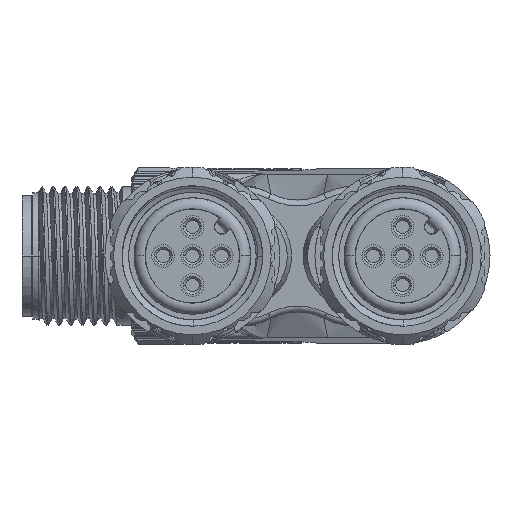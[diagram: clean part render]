
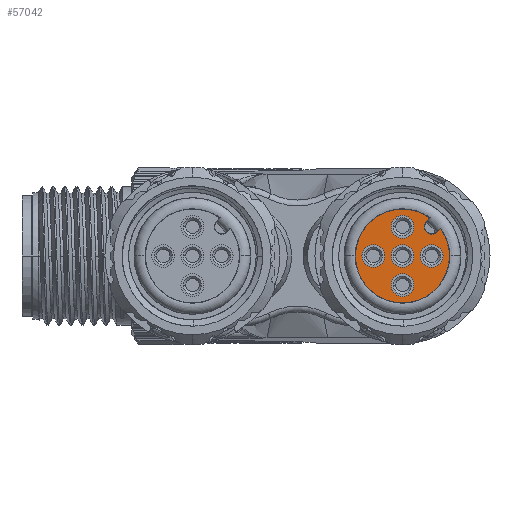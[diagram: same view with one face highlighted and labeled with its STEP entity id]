
A CAD part, left-side view. The second image highlights one B-rep face of the part: STEP entity #57042.
In plain terms, the highlighted planar face has unit normal (-1, 0, 0).
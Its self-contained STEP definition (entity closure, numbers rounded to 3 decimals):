
#17716=CARTESIAN_POINT('',(-127.6,-10.594,3.266));
#17733=DIRECTION('',(0.,0.707,-0.707));
#17734=VECTOR('',#17733,0.392);
#17735=CARTESIAN_POINT('',(-127.6,-10.594,3.266));
#17736=LINE('',#17735,#17734);
#17737=CARTESIAN_POINT('',(-127.6,-10.778,2.528));
#17738=DIRECTION('',(-1.,0.,0.));
#17739=DIRECTION('',(0.,0.707,0.707));
#17740=AXIS2_PLACEMENT_3D('',#17737,#17738,#17739);
#17742=CARTESIAN_POINT('',(-127.6,-10.778,2.528));
#17743=DIRECTION('',(-1.,0.,0.));
#17744=DIRECTION('',(0.,0.,-1.));
#17745=AXIS2_PLACEMENT_3D('',#17742,#17743,#17744);
#17747=DIRECTION('',(0.,-0.707,0.707));
#17748=VECTOR('',#17747,0.392);
#17749=CARTESIAN_POINT('',(-127.6,-11.239,2.067));
#17750=LINE('',#17749,#17748);
#17751=CARTESIAN_POINT('',(-127.6,-8.25,0.));
#17752=DIRECTION('',(1.,0.,0.));
#17753=DIRECTION('',(0.,-0.812,0.583));
#17754=AXIS2_PLACEMENT_3D('',#17751,#17752,#17753);
#17756=CARTESIAN_POINT('',(-127.6,-8.25,0.));
#17757=DIRECTION('',(1.,0.,0.));
#17758=DIRECTION('',(0.,0.,-1.));
#17759=AXIS2_PLACEMENT_3D('',#17756,#17757,#17758);
#17761=CARTESIAN_POINT('',(-127.6,-8.25,0.));
#17762=DIRECTION('',(1.,0.,0.));
#17763=DIRECTION('',(0.,0.,1.));
#17764=AXIS2_PLACEMENT_3D('',#17761,#17762,#17763);
#17766=CARTESIAN_POINT('',(-127.6,-8.25,2.5));
#17767=DIRECTION('',(-1.,0.,0.));
#17768=DIRECTION('',(0.,-1.,0.));
#17769=AXIS2_PLACEMENT_3D('',#17766,#17767,#17768);
#17771=CARTESIAN_POINT('',(-127.6,-8.25,2.5));
#17772=DIRECTION('',(-1.,0.,0.));
#17773=DIRECTION('',(0.,1.,0.));
#17774=AXIS2_PLACEMENT_3D('',#17771,#17772,#17773);
#17776=CARTESIAN_POINT('',(-127.6,-10.75,0.));
#17777=DIRECTION('',(-1.,0.,0.));
#17778=DIRECTION('',(0.,-1.,0.));
#17779=AXIS2_PLACEMENT_3D('',#17776,#17777,#17778);
#17781=CARTESIAN_POINT('',(-127.6,-10.75,0.));
#17782=DIRECTION('',(-1.,0.,0.));
#17783=DIRECTION('',(0.,1.,0.));
#17784=AXIS2_PLACEMENT_3D('',#17781,#17782,#17783);
#17786=CARTESIAN_POINT('',(-127.6,-8.25,-2.5));
#17787=DIRECTION('',(-1.,0.,0.));
#17788=DIRECTION('',(0.,-1.,0.));
#17789=AXIS2_PLACEMENT_3D('',#17786,#17787,#17788);
#17791=CARTESIAN_POINT('',(-127.6,-8.25,-2.5));
#17792=DIRECTION('',(-1.,0.,0.));
#17793=DIRECTION('',(0.,1.,0.));
#17794=AXIS2_PLACEMENT_3D('',#17791,#17792,#17793);
#17796=CARTESIAN_POINT('',(-127.6,-5.75,0.));
#17797=DIRECTION('',(-1.,0.,0.));
#17798=DIRECTION('',(0.,-1.,0.));
#17799=AXIS2_PLACEMENT_3D('',#17796,#17797,#17798);
#17801=CARTESIAN_POINT('',(-127.6,-5.75,0.));
#17802=DIRECTION('',(-1.,0.,0.));
#17803=DIRECTION('',(0.,1.,0.));
#17804=AXIS2_PLACEMENT_3D('',#17801,#17802,#17803);
#17806=CARTESIAN_POINT('',(-127.6,-8.25,0.));
#17807=DIRECTION('',(-1.,0.,0.));
#17808=DIRECTION('',(0.,1.,0.));
#17809=AXIS2_PLACEMENT_3D('',#17806,#17807,#17808);
#17811=CARTESIAN_POINT('',(-127.6,-8.25,0.));
#17812=DIRECTION('',(-1.,0.,0.));
#17813=DIRECTION('',(0.,-1.,0.));
#17814=AXIS2_PLACEMENT_3D('',#17811,#17812,#17813);
#28613=VERTEX_POINT('',#17716);
#28614=CARTESIAN_POINT('',(-127.6,-8.25,4.02));
#28615=VERTEX_POINT('',#28614);
#28616=CARTESIAN_POINT('',(-127.6,-8.25,-4.02));
#28617=VERTEX_POINT('',#28616);
#28618=CARTESIAN_POINT('',(-127.6,-11.516,2.344));
#28619=VERTEX_POINT('',#28618);
#28620=CARTESIAN_POINT('',(-127.6,-10.317,2.989));
#28621=VERTEX_POINT('',#28620);
#28622=CARTESIAN_POINT('',(-127.6,-11.239,2.067));
#28623=VERTEX_POINT('',#28622);
#28624=CARTESIAN_POINT('',(-127.6,-10.778,1.876));
#28625=VERTEX_POINT('',#28624);
#28628=CARTESIAN_POINT('',(-127.6,-9.23,2.5));
#28629=CARTESIAN_POINT('',(-127.6,-7.27,2.5));
#28630=VERTEX_POINT('',#28628);
#28631=VERTEX_POINT('',#28629);
#28632=CARTESIAN_POINT('',(-127.6,-11.73,0.));
#28633=CARTESIAN_POINT('',(-127.6,-9.77,0.));
#28634=VERTEX_POINT('',#28632);
#28635=VERTEX_POINT('',#28633);
#28636=CARTESIAN_POINT('',(-127.6,-9.23,-2.5));
#28637=CARTESIAN_POINT('',(-127.6,-7.27,-2.5));
#28638=VERTEX_POINT('',#28636);
#28639=VERTEX_POINT('',#28637);
#28640=CARTESIAN_POINT('',(-127.6,-6.73,0.));
#28641=CARTESIAN_POINT('',(-127.6,-4.77,0.));
#28642=VERTEX_POINT('',#28640);
#28643=VERTEX_POINT('',#28641);
#28644=CARTESIAN_POINT('',(-127.6,-7.27,0.));
#28645=CARTESIAN_POINT('',(-127.6,-9.23,0.));
#28646=VERTEX_POINT('',#28644);
#28647=VERTEX_POINT('',#28645);
#56998=CARTESIAN_POINT('',(-127.6,-8.25,0.));
#56999=DIRECTION('',(1.,0.,0.));
#57000=DIRECTION('',(0.,0.,1.));
#57001=AXIS2_PLACEMENT_3D('',#56998,#56999,#57000);
#57002=PLANE('',#57001);
#57003=ORIENTED_EDGE('',*,*,#56958,.T.);
#57004=ORIENTED_EDGE('',*,*,#56974,.T.);
#57005=ORIENTED_EDGE('',*,*,#56972,.T.);
#57006=ORIENTED_EDGE('',*,*,#56992,.T.);
#57007=ORIENTED_EDGE('',*,*,#56940,.T.);
#57008=ORIENTED_EDGE('',*,*,#56938,.T.);
#57009=ORIENTED_EDGE('',*,*,#56936,.T.);
#57010=EDGE_LOOP('',(#57003,#57004,#57005,#57006,#57007,#57008,#57009));
#57011=FACE_OUTER_BOUND('',#57010,.F.);
#57013=ORIENTED_EDGE('',*,*,#57012,.T.);
#57015=ORIENTED_EDGE('',*,*,#57014,.T.);
#57016=EDGE_LOOP('',(#57013,#57015));
#57017=FACE_BOUND('',#57016,.F.);
#57019=ORIENTED_EDGE('',*,*,#57018,.T.);
#57021=ORIENTED_EDGE('',*,*,#57020,.T.);
#57022=EDGE_LOOP('',(#57019,#57021));
#57023=FACE_BOUND('',#57022,.F.);
#57025=ORIENTED_EDGE('',*,*,#57024,.T.);
#57027=ORIENTED_EDGE('',*,*,#57026,.T.);
#57028=EDGE_LOOP('',(#57025,#57027));
#57029=FACE_BOUND('',#57028,.F.);
#57031=ORIENTED_EDGE('',*,*,#57030,.T.);
#57033=ORIENTED_EDGE('',*,*,#57032,.T.);
#57034=EDGE_LOOP('',(#57031,#57033));
#57035=FACE_BOUND('',#57034,.F.);
#57037=ORIENTED_EDGE('',*,*,#57036,.T.);
#57039=ORIENTED_EDGE('',*,*,#57038,.T.);
#57040=EDGE_LOOP('',(#57037,#57039));
#57041=FACE_BOUND('',#57040,.F.);
#57042=ADVANCED_FACE('',(#57011,#57017,#57023,#57029,#57035,#57041),#57002,.F.);
#17741=CIRCLE('',#17740,0.652);
#17746=CIRCLE('',#17745,0.652);
#17755=CIRCLE('',#17754,4.02);
#17760=CIRCLE('',#17759,4.02);
#17765=CIRCLE('',#17764,4.02);
#17770=CIRCLE('',#17769,0.98);
#17775=CIRCLE('',#17774,0.98);
#17780=CIRCLE('',#17779,0.98);
#17785=CIRCLE('',#17784,0.98);
#17790=CIRCLE('',#17789,0.98);
#17795=CIRCLE('',#17794,0.98);
#17800=CIRCLE('',#17799,0.98);
#17805=CIRCLE('',#17804,0.98);
#17810=CIRCLE('',#17809,0.98);
#17815=CIRCLE('',#17814,0.98);
#56936=EDGE_CURVE('',#28615,#28613,#17765,.T.);
#56938=EDGE_CURVE('',#28617,#28615,#17760,.T.);
#56940=EDGE_CURVE('',#28619,#28617,#17755,.T.);
#56958=EDGE_CURVE('',#28613,#28621,#17736,.T.);
#56972=EDGE_CURVE('',#28625,#28623,#17746,.T.);
#56974=EDGE_CURVE('',#28621,#28625,#17741,.T.);
#56992=EDGE_CURVE('',#28623,#28619,#17750,.T.);
#57012=EDGE_CURVE('',#28630,#28631,#17770,.T.);
#57014=EDGE_CURVE('',#28631,#28630,#17775,.T.);
#57018=EDGE_CURVE('',#28634,#28635,#17780,.T.);
#57020=EDGE_CURVE('',#28635,#28634,#17785,.T.);
#57024=EDGE_CURVE('',#28638,#28639,#17790,.T.);
#57026=EDGE_CURVE('',#28639,#28638,#17795,.T.);
#57030=EDGE_CURVE('',#28642,#28643,#17800,.T.);
#57032=EDGE_CURVE('',#28643,#28642,#17805,.T.);
#57036=EDGE_CURVE('',#28646,#28647,#17810,.T.);
#57038=EDGE_CURVE('',#28647,#28646,#17815,.T.);
